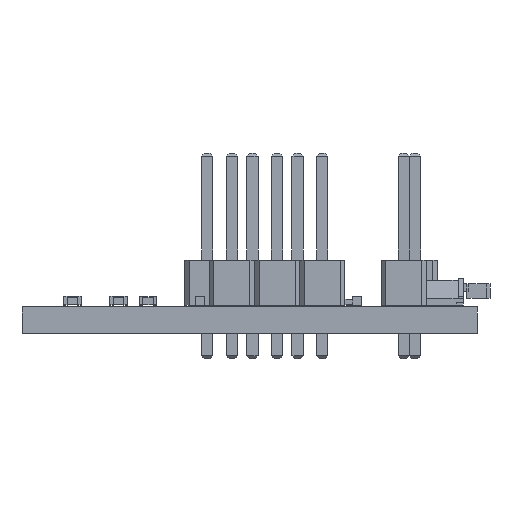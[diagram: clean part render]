
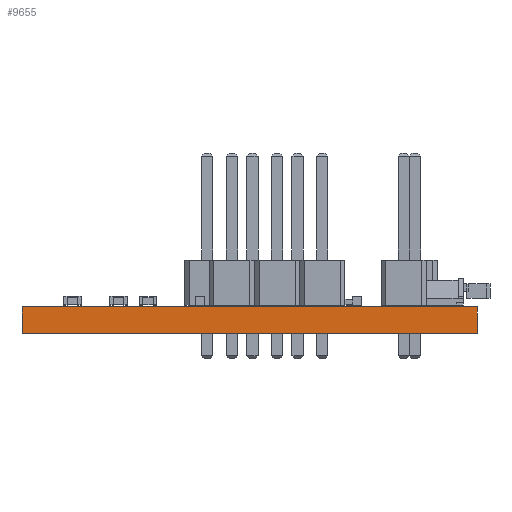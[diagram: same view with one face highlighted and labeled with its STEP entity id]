
A CAD part, left-side view. The second image highlights one B-rep face of the part: STEP entity #9655.
In plain terms, the highlighted planar face has unit normal (-1, 0, 0).
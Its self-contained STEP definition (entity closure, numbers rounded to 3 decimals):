
#9599 = VERTEX_POINT('',#9600);
#9600 = CARTESIAN_POINT('',(-21.675,-12.788,1.51));
#9606 = EDGE_CURVE('',#9607,#9599,#9609,.T.);
#9607 = VERTEX_POINT('',#9608);
#9608 = CARTESIAN_POINT('',(-21.675,-12.788,0.));
#9609 = LINE('',#9610,#9611);
#9610 = CARTESIAN_POINT('',(-21.675,-12.788,0.));
#9611 = VECTOR('',#9612,1.);
#9612 = DIRECTION('',(0.,0.,1.));
#9655 = ADVANCED_FACE('',(#9656),#9681,.T.);
#9656 = FACE_BOUND('',#9657,.T.);
#9657 = EDGE_LOOP('',(#9658,#9659,#9667,#9675));
#9658 = ORIENTED_EDGE('',*,*,#9606,.T.);
#9659 = ORIENTED_EDGE('',*,*,#9660,.T.);
#9660 = EDGE_CURVE('',#9599,#9661,#9663,.T.);
#9661 = VERTEX_POINT('',#9662);
#9662 = CARTESIAN_POINT('',(-21.675,12.788,1.51));
#9663 = LINE('',#9664,#9665);
#9664 = CARTESIAN_POINT('',(-21.675,-12.788,1.51));
#9665 = VECTOR('',#9666,1.);
#9666 = DIRECTION('',(0.,1.,0.));
#9667 = ORIENTED_EDGE('',*,*,#9668,.F.);
#9668 = EDGE_CURVE('',#9669,#9661,#9671,.T.);
#9669 = VERTEX_POINT('',#9670);
#9670 = CARTESIAN_POINT('',(-21.675,12.788,0.));
#9671 = LINE('',#9672,#9673);
#9672 = CARTESIAN_POINT('',(-21.675,12.788,0.));
#9673 = VECTOR('',#9674,1.);
#9674 = DIRECTION('',(0.,0.,1.));
#9675 = ORIENTED_EDGE('',*,*,#9676,.F.);
#9676 = EDGE_CURVE('',#9607,#9669,#9677,.T.);
#9677 = LINE('',#9678,#9679);
#9678 = CARTESIAN_POINT('',(-21.675,-12.788,0.));
#9679 = VECTOR('',#9680,1.);
#9680 = DIRECTION('',(0.,1.,0.));
#9681 = PLANE('',#9682);
#9682 = AXIS2_PLACEMENT_3D('',#9683,#9684,#9685);
#9683 = CARTESIAN_POINT('',(-21.675,-12.788,0.));
#9684 = DIRECTION('',(-1.,0.,0.));
#9685 = DIRECTION('',(0.,1.,0.));
